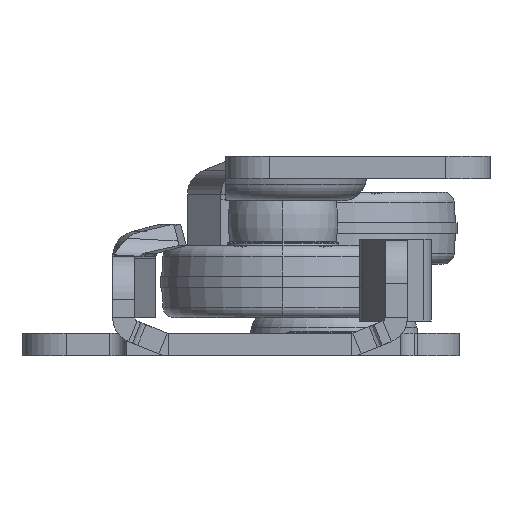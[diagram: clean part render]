
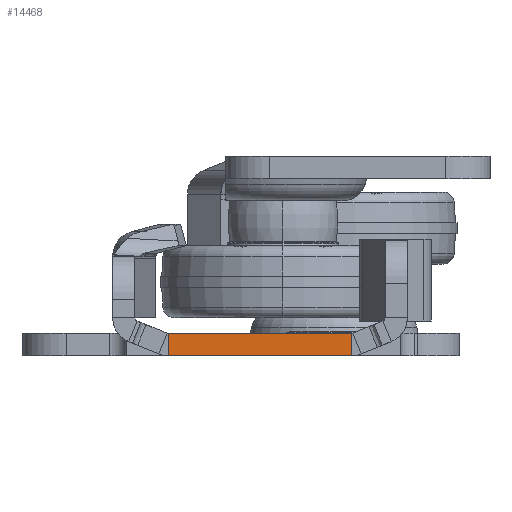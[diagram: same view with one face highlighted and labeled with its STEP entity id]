
A CAD part, left-side view. The second image highlights one B-rep face of the part: STEP entity #14468.
In plain terms, the highlighted planar face has unit normal (-1, 0, 0).
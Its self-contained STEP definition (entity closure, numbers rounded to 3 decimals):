
#54 = DIRECTION ( 'NONE',  ( 0., 0., 1. ) ) ;
#88 = CARTESIAN_POINT ( 'NONE',  ( -699.5, -9.522, 2. ) ) ;
#250 = EDGE_LOOP ( 'NONE', ( #12860, #16726, #15051, #14790 ) ) ;
#315 = EDGE_CURVE ( 'NONE', #15505, #17257, #12048, .T. ) ;
#3105 = LINE ( 'NONE', #10327, #12329 ) ;
#3385 = VECTOR ( 'NONE', #6823, 1000. ) ;
#4082 = EDGE_CURVE ( 'NONE', #15505, #13659, #5274, .T. ) ;
#4946 = EDGE_CURVE ( 'NONE', #17257, #8275, #3105, .T. ) ;
#5274 = LINE ( 'NONE', #13539, #3385 ) ;
#6014 = CARTESIAN_POINT ( 'NONE',  ( -699.5, -11.5, 2. ) ) ;
#6781 = EDGE_CURVE ( 'NONE', #8275, #13659, #14821, .T. ) ;
#6823 = DIRECTION ( 'NONE',  ( 0., 1., 0. ) ) ;
#7567 = FACE_OUTER_BOUND ( 'NONE', #250, .T. ) ;
#7731 = CARTESIAN_POINT ( 'NONE',  ( -699.5, -9.522, 0. ) ) ;
#8275 = VERTEX_POINT ( 'NONE', #9313 ) ;
#9313 = CARTESIAN_POINT ( 'NONE',  ( -699.5, 7.022, 0. ) ) ;
#10327 = CARTESIAN_POINT ( 'NONE',  ( -699.5, -21.25, 0. ) ) ;
#10586 = DIRECTION ( 'NONE',  ( 0., 0., -1. ) ) ;
#10911 = PLANE ( 'NONE',  #12112 ) ;
#11094 = VECTOR ( 'NONE', #10586, 1000. ) ;
#11219 = DIRECTION ( 'NONE',  ( 0., 1., 0. ) ) ;
#11839 = DIRECTION ( 'NONE',  ( 0., 1., 0. ) ) ;
#12020 = CARTESIAN_POINT ( 'NONE',  ( -699.5, 7.022, 2. ) ) ;
#12048 = LINE ( 'NONE', #88, #11094 ) ;
#12112 = AXIS2_PLACEMENT_3D ( 'NONE', #6014, #13060, #11839 ) ;
#12329 = VECTOR ( 'NONE', #11219, 1000. ) ;
#12843 = CARTESIAN_POINT ( 'NONE',  ( -699.5, -9.522, 2. ) ) ;
#12860 = ORIENTED_EDGE ( 'NONE', *, *, #315, .F. ) ;
#13060 = DIRECTION ( 'NONE',  ( -1., 0., 0. ) ) ;
#13539 = CARTESIAN_POINT ( 'NONE',  ( -699.5, -11.5, 2. ) ) ;
#13659 = VERTEX_POINT ( 'NONE', #13911 ) ;
#13911 = CARTESIAN_POINT ( 'NONE',  ( -699.5, 7.022, 2. ) ) ;
#14468 = ADVANCED_FACE ( 'NONE', ( #7567 ), #10911, .T. ) ;
#14594 = VECTOR ( 'NONE', #54, 1000. ) ;
#14790 = ORIENTED_EDGE ( 'NONE', *, *, #4946, .F. ) ;
#14821 = LINE ( 'NONE', #12020, #14594 ) ;
#15051 = ORIENTED_EDGE ( 'NONE', *, *, #6781, .F. ) ;
#15505 = VERTEX_POINT ( 'NONE', #12843 ) ;
#16726 = ORIENTED_EDGE ( 'NONE', *, *, #4082, .T. ) ;
#17257 = VERTEX_POINT ( 'NONE', #7731 ) ;
